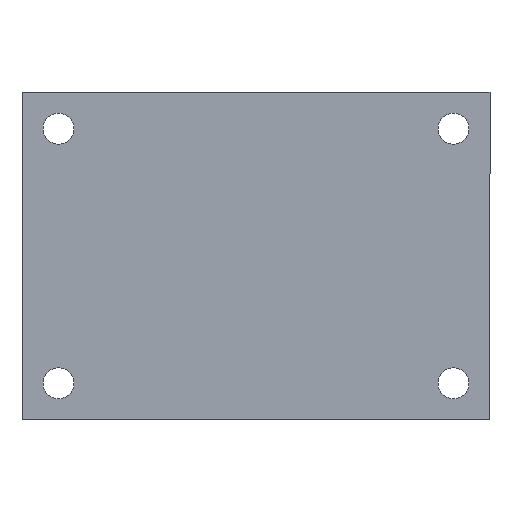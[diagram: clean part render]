
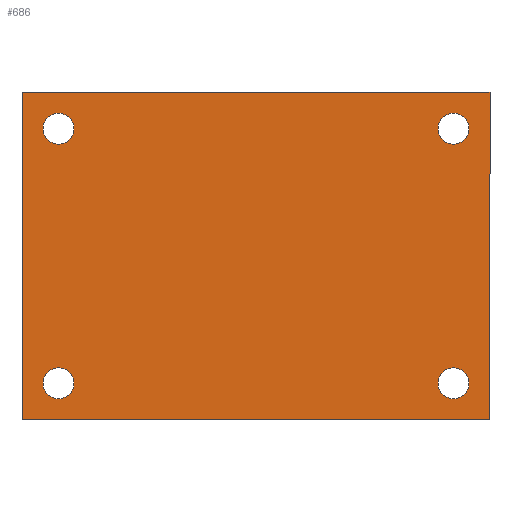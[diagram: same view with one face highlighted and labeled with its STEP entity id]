
A CAD part, front view. The second image highlights one B-rep face of the part: STEP entity #686.
In plain terms, the highlighted planar face has unit normal (0, -1, 0).
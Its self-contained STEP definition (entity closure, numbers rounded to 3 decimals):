
#7 = CIRCLE ( 'NONE', #287, 1.65 ) ;
#8 = VERTEX_POINT ( 'NONE', #744 ) ;
#21 = CIRCLE ( 'NONE', #498, 1.65 ) ;
#26 = ORIENTED_EDGE ( 'NONE', *, *, #701, .F. ) ;
#27 = CARTESIAN_POINT ( 'NONE',  ( 21.1, 0., 13.6 ) ) ;
#47 = FACE_BOUND ( 'NONE', #200, .T. ) ;
#48 = VECTOR ( 'NONE', #304, 1000. ) ;
#55 = FACE_BOUND ( 'NONE', #119, .T. ) ;
#67 = VERTEX_POINT ( 'NONE', #727 ) ;
#78 = CIRCLE ( 'NONE', #116, 1.65 ) ;
#79 = CARTESIAN_POINT ( 'NONE',  ( -21.1, 0., 13.6 ) ) ;
#100 = DIRECTION ( 'NONE',  ( 0., 1., 0. ) ) ;
#112 = CARTESIAN_POINT ( 'NONE',  ( 25., 0., -17.5 ) ) ;
#114 = DIRECTION ( 'NONE',  ( 0., 0., 1. ) ) ;
#116 = AXIS2_PLACEMENT_3D ( 'NONE', #187, #818, #114 ) ;
#119 = EDGE_LOOP ( 'NONE', ( #172, #249 ) ) ;
#121 = CARTESIAN_POINT ( 'NONE',  ( -25., 0., -17.5 ) ) ;
#130 = CARTESIAN_POINT ( 'NONE',  ( 21.1, 0., 15.25 ) ) ;
#131 = AXIS2_PLACEMENT_3D ( 'NONE', #79, #100, #720 ) ;
#135 = DIRECTION ( 'NONE',  ( 0., 1., 0. ) ) ;
#138 = EDGE_LOOP ( 'NONE', ( #621, #833 ) ) ;
#165 = AXIS2_PLACEMENT_3D ( 'NONE', #263, #184, #463 ) ;
#166 = DIRECTION ( 'NONE',  ( 0., 1., 0. ) ) ;
#172 = ORIENTED_EDGE ( 'NONE', *, *, #861, .T. ) ;
#173 = ORIENTED_EDGE ( 'NONE', *, *, #619, .T. ) ;
#179 = VERTEX_POINT ( 'NONE', #130 ) ;
#184 = DIRECTION ( 'NONE',  ( 0., 1., 0. ) ) ;
#187 = CARTESIAN_POINT ( 'NONE',  ( 21.1, 0., 13.6 ) ) ;
#192 = CIRCLE ( 'NONE', #612, 1.65 ) ;
#194 = LINE ( 'NONE', #121, #48 ) ;
#200 = EDGE_LOOP ( 'NONE', ( #745, #173 ) ) ;
#211 = ORIENTED_EDGE ( 'NONE', *, *, #224, .F. ) ;
#219 = EDGE_CURVE ( 'NONE', #680, #726, #333, .T. ) ;
#224 = EDGE_CURVE ( 'NONE', #765, #680, #194, .T. ) ;
#227 = AXIS2_PLACEMENT_3D ( 'NONE', #908, #135, #549 ) ;
#241 = VERTEX_POINT ( 'NONE', #573 ) ;
#242 = VERTEX_POINT ( 'NONE', #432 ) ;
#249 = ORIENTED_EDGE ( 'NONE', *, *, #486, .T. ) ;
#263 = CARTESIAN_POINT ( 'NONE',  ( 0., 0., 0. ) ) ;
#267 = DIRECTION ( 'NONE',  ( 0., 0., 1. ) ) ;
#278 = CARTESIAN_POINT ( 'NONE',  ( 21.1, 0., -11.95 ) ) ;
#287 = AXIS2_PLACEMENT_3D ( 'NONE', #374, #640, #446 ) ;
#301 = AXIS2_PLACEMENT_3D ( 'NONE', #641, #595, #507 ) ;
#304 = DIRECTION ( 'NONE',  ( -1., 0., 0. ) ) ;
#311 = CARTESIAN_POINT ( 'NONE',  ( -25., 0., 17.5 ) ) ;
#333 = LINE ( 'NONE', #889, #822 ) ;
#336 = FACE_BOUND ( 'NONE', #623, .T. ) ;
#344 = VECTOR ( 'NONE', #580, 1000. ) ;
#372 = DIRECTION ( 'NONE',  ( 0., 0., 1. ) ) ;
#374 = CARTESIAN_POINT ( 'NONE',  ( -21.1, 0., -13.6 ) ) ;
#398 = DIRECTION ( 'NONE',  ( 0., 0., -1. ) ) ;
#419 = DIRECTION ( 'NONE',  ( 0., 1., 0. ) ) ;
#425 = VERTEX_POINT ( 'NONE', #555 ) ;
#432 = CARTESIAN_POINT ( 'NONE',  ( -21.1, 0., 15.25 ) ) ;
#446 = DIRECTION ( 'NONE',  ( 0., 0., 1. ) ) ;
#448 = EDGE_CURVE ( 'NONE', #8, #831, #538, .T. ) ;
#463 = DIRECTION ( 'NONE',  ( 0., 0., 1. ) ) ;
#469 = EDGE_CURVE ( 'NONE', #241, #242, #587, .T. ) ;
#472 = FACE_BOUND ( 'NONE', #138, .T. ) ;
#486 = EDGE_CURVE ( 'NONE', #906, #425, #21, .T. ) ;
#490 = CARTESIAN_POINT ( 'NONE',  ( 25., 0., -17.5 ) ) ;
#498 = AXIS2_PLACEMENT_3D ( 'NONE', #629, #859, #789 ) ;
#507 = DIRECTION ( 'NONE',  ( 0., 0., 1. ) ) ;
#510 = VECTOR ( 'NONE', #398, 1000. ) ;
#516 = VERTEX_POINT ( 'NONE', #810 ) ;
#528 = CARTESIAN_POINT ( 'NONE',  ( -25., 0., -17.5 ) ) ;
#538 = CIRCLE ( 'NONE', #227, 1.65 ) ;
#549 = DIRECTION ( 'NONE',  ( 0., 0., 1. ) ) ;
#555 = CARTESIAN_POINT ( 'NONE',  ( -21.1, 0., -15.25 ) ) ;
#572 = AXIS2_PLACEMENT_3D ( 'NONE', #638, #419, #372 ) ;
#573 = CARTESIAN_POINT ( 'NONE',  ( -21.1, 0., 11.95 ) ) ;
#580 = DIRECTION ( 'NONE',  ( 1., 0., 0. ) ) ;
#582 = CARTESIAN_POINT ( 'NONE',  ( -21.1, 0., -11.95 ) ) ;
#584 = DIRECTION ( 'NONE',  ( 0., 0., 1. ) ) ;
#587 = CIRCLE ( 'NONE', #572, 1.65 ) ;
#591 = EDGE_CURVE ( 'NONE', #726, #516, #793, .T. ) ;
#595 = DIRECTION ( 'NONE',  ( 0., 1., 0. ) ) ;
#602 = CIRCLE ( 'NONE', #301, 1.65 ) ;
#608 = PLANE ( 'NONE',  #165 ) ;
#612 = AXIS2_PLACEMENT_3D ( 'NONE', #27, #166, #584 ) ;
#619 = EDGE_CURVE ( 'NONE', #831, #8, #602, .T. ) ;
#621 = ORIENTED_EDGE ( 'NONE', *, *, #634, .T. ) ;
#623 = EDGE_LOOP ( 'NONE', ( #663, #834 ) ) ;
#629 = CARTESIAN_POINT ( 'NONE',  ( -21.1, 0., -13.6 ) ) ;
#634 = EDGE_CURVE ( 'NONE', #67, #179, #192, .T. ) ;
#638 = CARTESIAN_POINT ( 'NONE',  ( -21.1, 0., 13.6 ) ) ;
#640 = DIRECTION ( 'NONE',  ( 0., 1., 0. ) ) ;
#641 = CARTESIAN_POINT ( 'NONE',  ( 21.1, 0., -13.6 ) ) ;
#663 = ORIENTED_EDGE ( 'NONE', *, *, #469, .T. ) ;
#670 = CIRCLE ( 'NONE', #131, 1.65 ) ;
#671 = FACE_OUTER_BOUND ( 'NONE', #757, .T. ) ;
#680 = VERTEX_POINT ( 'NONE', #528 ) ;
#683 = ORIENTED_EDGE ( 'NONE', *, *, #591, .F. ) ;
#686 = ADVANCED_FACE ( 'NONE', ( #671, #55, #47, #472, #336 ), #608, .F. ) ;
#691 = ORIENTED_EDGE ( 'NONE', *, *, #219, .F. ) ;
#701 = EDGE_CURVE ( 'NONE', #516, #765, #755, .T. ) ;
#711 = EDGE_CURVE ( 'NONE', #179, #67, #78, .T. ) ;
#720 = DIRECTION ( 'NONE',  ( 0., 0., 1. ) ) ;
#726 = VERTEX_POINT ( 'NONE', #739 ) ;
#727 = CARTESIAN_POINT ( 'NONE',  ( 21.1, 0., 11.95 ) ) ;
#739 = CARTESIAN_POINT ( 'NONE',  ( -25., 0., 17.5 ) ) ;
#744 = CARTESIAN_POINT ( 'NONE',  ( 21.1, 0., -15.25 ) ) ;
#745 = ORIENTED_EDGE ( 'NONE', *, *, #448, .T. ) ;
#755 = LINE ( 'NONE', #112, #510 ) ;
#757 = EDGE_LOOP ( 'NONE', ( #26, #683, #691, #211 ) ) ;
#765 = VERTEX_POINT ( 'NONE', #490 ) ;
#789 = DIRECTION ( 'NONE',  ( 0., 0., 1. ) ) ;
#793 = LINE ( 'NONE', #311, #344 ) ;
#810 = CARTESIAN_POINT ( 'NONE',  ( 25., 0., 17.5 ) ) ;
#818 = DIRECTION ( 'NONE',  ( 0., 1., 0. ) ) ;
#822 = VECTOR ( 'NONE', #267, 1000. ) ;
#831 = VERTEX_POINT ( 'NONE', #278 ) ;
#833 = ORIENTED_EDGE ( 'NONE', *, *, #711, .T. ) ;
#834 = ORIENTED_EDGE ( 'NONE', *, *, #845, .T. ) ;
#845 = EDGE_CURVE ( 'NONE', #242, #241, #670, .T. ) ;
#859 = DIRECTION ( 'NONE',  ( 0., 1., 0. ) ) ;
#861 = EDGE_CURVE ( 'NONE', #425, #906, #7, .T. ) ;
#889 = CARTESIAN_POINT ( 'NONE',  ( -25., 0., -17.5 ) ) ;
#906 = VERTEX_POINT ( 'NONE', #582 ) ;
#908 = CARTESIAN_POINT ( 'NONE',  ( 21.1, 0., -13.6 ) ) ;
